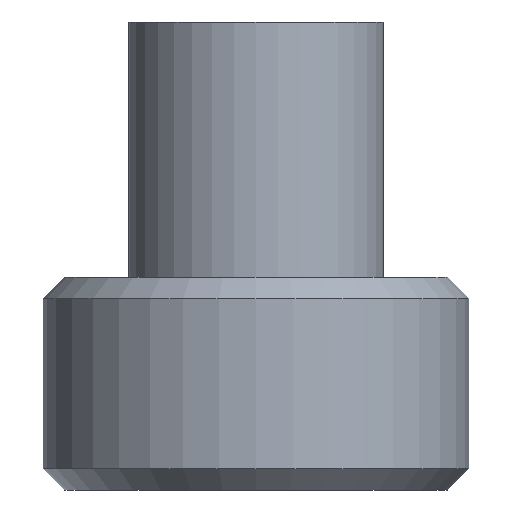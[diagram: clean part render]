
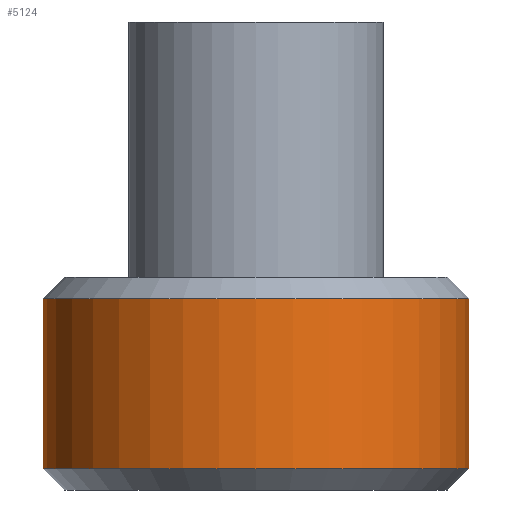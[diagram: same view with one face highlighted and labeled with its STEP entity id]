
A CAD part, left-side view. The second image highlights one B-rep face of the part: STEP entity #5124.
In plain terms, the highlighted cylindrical face has radius 10 mm (diameter 20 mm), a full revolution.
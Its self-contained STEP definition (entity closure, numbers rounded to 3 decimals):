
#53=CYLINDRICAL_SURFACE('',#5366,10.);
#84=CIRCLE('',#5363,10.);
#85=CIRCLE('',#5364,10.);
#87=CIRCLE('',#5367,10.);
#88=CIRCLE('',#5368,10.);
#112=FACE_BOUND('',#1130,.T.);
#407=B_SPLINE_CURVE_WITH_KNOTS('',3,(#9504,#9505,#9506,#9507,#9508,#9509,
#9510,#9511,#9512,#9513,#9514,#9515,#9516,#9517,#9518,#9519,#9520,#9521),
 .UNSPECIFIED.,.F.,.F.,(4,2,2,2,2,2,2,2,4),(0.,0.038,0.075,
0.113,0.151,0.188,0.226,
0.264,0.302),.UNSPECIFIED.);
#408=B_SPLINE_CURVE_WITH_KNOTS('',3,(#9522,#9523,#9524,#9525,#9526,#9527,
#9528,#9529,#9530,#9531,#9532,#9533,#9534,#9535,#9536,#9537,#9538,#9539),
 .UNSPECIFIED.,.F.,.F.,(4,2,2,2,2,2,2,2,4),(0.302,0.339,
0.377,0.415,0.452,0.49,
0.528,0.565,0.603),.UNSPECIFIED.);
#829=FACE_OUTER_BOUND('',#1129,.T.);
#1129=EDGE_LOOP('',(#4720,#4721,#4722,#4723,#4724,#4725));
#1130=EDGE_LOOP('',(#4726,#4727));
#1556=LINE('',#9560,#1978);
#1978=VECTOR('',#6132,10.);
#2471=VERTEX_POINT('',#9501);
#2472=VERTEX_POINT('',#9503);
#2475=VERTEX_POINT('',#9548);
#2476=VERTEX_POINT('',#9549);
#2478=VERTEX_POINT('',#9556);
#2479=VERTEX_POINT('',#9557);
#3219=EDGE_CURVE('',#2472,#2471,#407,.T.);
#3220=EDGE_CURVE('',#2471,#2472,#408,.T.);
#3224=EDGE_CURVE('',#2475,#2476,#84,.T.);
#3225=EDGE_CURVE('',#2476,#2475,#85,.T.);
#3228=EDGE_CURVE('',#2478,#2479,#87,.T.);
#3229=EDGE_CURVE('',#2479,#2478,#88,.T.);
#3230=EDGE_CURVE('',#2479,#2476,#1556,.T.);
#4720=ORIENTED_EDGE('',*,*,#3228,.F.);
#4721=ORIENTED_EDGE('',*,*,#3229,.F.);
#4722=ORIENTED_EDGE('',*,*,#3230,.T.);
#4723=ORIENTED_EDGE('',*,*,#3224,.F.);
#4724=ORIENTED_EDGE('',*,*,#3225,.F.);
#4725=ORIENTED_EDGE('',*,*,#3230,.F.);
#4726=ORIENTED_EDGE('',*,*,#3219,.T.);
#4727=ORIENTED_EDGE('',*,*,#3220,.T.);
#5124=ADVANCED_FACE('',(#829,#112),#53,.T.);
#5363=AXIS2_PLACEMENT_3D('',#9550,#6119,#6120);
#5364=AXIS2_PLACEMENT_3D('',#9551,#6121,#6122);
#5366=AXIS2_PLACEMENT_3D('',#9555,#6126,#6127);
#5367=AXIS2_PLACEMENT_3D('',#9558,#6128,#6129);
#5368=AXIS2_PLACEMENT_3D('',#9559,#6130,#6131);
#6119=DIRECTION('center_axis',(0.,0.,-1.));
#6120=DIRECTION('ref_axis',(-1.,0.,0.));
#6121=DIRECTION('center_axis',(0.,0.,-1.));
#6122=DIRECTION('ref_axis',(-1.,0.,0.));
#6126=DIRECTION('center_axis',(0.,0.,1.));
#6127=DIRECTION('ref_axis',(1.,0.,0.));
#6128=DIRECTION('center_axis',(0.,0.,1.));
#6129=DIRECTION('ref_axis',(-1.,0.,0.));
#6130=DIRECTION('center_axis',(0.,0.,1.));
#6131=DIRECTION('ref_axis',(-1.,0.,0.));
#6132=DIRECTION('',(0.,0.,-1.));
#9501=CARTESIAN_POINT('',(9.95,-1.,2.5));
#9503=CARTESIAN_POINT('',(9.95,1.,2.5));
#9504=CARTESIAN_POINT('Ctrl Pts',(9.95,1.,2.5));
#9505=CARTESIAN_POINT('Ctrl Pts',(9.95,1.,2.374));
#9506=CARTESIAN_POINT('Ctrl Pts',(9.952,0.975,2.24));
#9507=CARTESIAN_POINT('Ctrl Pts',(9.962,0.873,1.994));
#9508=CARTESIAN_POINT('Ctrl Pts',(9.969,0.796,1.882));
#9509=CARTESIAN_POINT('Ctrl Pts',(9.981,0.618,1.704));
#9510=CARTESIAN_POINT('Ctrl Pts',(9.988,0.506,1.627));
#9511=CARTESIAN_POINT('Ctrl Pts',(9.997,0.26,1.525));
#9512=CARTESIAN_POINT('Ctrl Pts',(10.,0.126,1.5));
#9513=CARTESIAN_POINT('Ctrl Pts',(10.,-0.126,1.5));
#9514=CARTESIAN_POINT('Ctrl Pts',(9.997,-0.26,1.525));
#9515=CARTESIAN_POINT('Ctrl Pts',(9.988,-0.506,1.627));
#9516=CARTESIAN_POINT('Ctrl Pts',(9.981,-0.618,1.704));
#9517=CARTESIAN_POINT('Ctrl Pts',(9.969,-0.796,1.882));
#9518=CARTESIAN_POINT('Ctrl Pts',(9.962,-0.873,1.994));
#9519=CARTESIAN_POINT('Ctrl Pts',(9.952,-0.975,2.24));
#9520=CARTESIAN_POINT('Ctrl Pts',(9.95,-1.,2.374));
#9521=CARTESIAN_POINT('Ctrl Pts',(9.95,-1.,2.5));
#9522=CARTESIAN_POINT('Ctrl Pts',(9.95,-1.,2.5));
#9523=CARTESIAN_POINT('Ctrl Pts',(9.95,-1.,2.626));
#9524=CARTESIAN_POINT('Ctrl Pts',(9.952,-0.975,2.76));
#9525=CARTESIAN_POINT('Ctrl Pts',(9.962,-0.873,3.006));
#9526=CARTESIAN_POINT('Ctrl Pts',(9.969,-0.796,3.118));
#9527=CARTESIAN_POINT('Ctrl Pts',(9.981,-0.618,3.296));
#9528=CARTESIAN_POINT('Ctrl Pts',(9.988,-0.506,3.373));
#9529=CARTESIAN_POINT('Ctrl Pts',(9.997,-0.26,3.475));
#9530=CARTESIAN_POINT('Ctrl Pts',(10.,-0.126,3.5));
#9531=CARTESIAN_POINT('Ctrl Pts',(10.,0.126,3.5));
#9532=CARTESIAN_POINT('Ctrl Pts',(9.997,0.26,3.475));
#9533=CARTESIAN_POINT('Ctrl Pts',(9.988,0.506,3.373));
#9534=CARTESIAN_POINT('Ctrl Pts',(9.981,0.618,3.296));
#9535=CARTESIAN_POINT('Ctrl Pts',(9.969,0.796,3.118));
#9536=CARTESIAN_POINT('Ctrl Pts',(9.962,0.873,3.006));
#9537=CARTESIAN_POINT('Ctrl Pts',(9.952,0.975,2.76));
#9538=CARTESIAN_POINT('Ctrl Pts',(9.95,1.,2.626));
#9539=CARTESIAN_POINT('Ctrl Pts',(9.95,1.,2.5));
#9548=CARTESIAN_POINT('',(10.,0.,1.));
#9549=CARTESIAN_POINT('',(-10.,0.,1.));
#9550=CARTESIAN_POINT('Origin',(0.,0.,1.));
#9551=CARTESIAN_POINT('Origin',(0.,0.,1.));
#9555=CARTESIAN_POINT('Origin',(0.,0.,0.));
#9556=CARTESIAN_POINT('',(10.,0.,9.));
#9557=CARTESIAN_POINT('',(-10.,0.,9.));
#9558=CARTESIAN_POINT('Origin',(0.,0.,9.));
#9559=CARTESIAN_POINT('Origin',(0.,0.,9.));
#9560=CARTESIAN_POINT('',(-10.,0.,0.));
